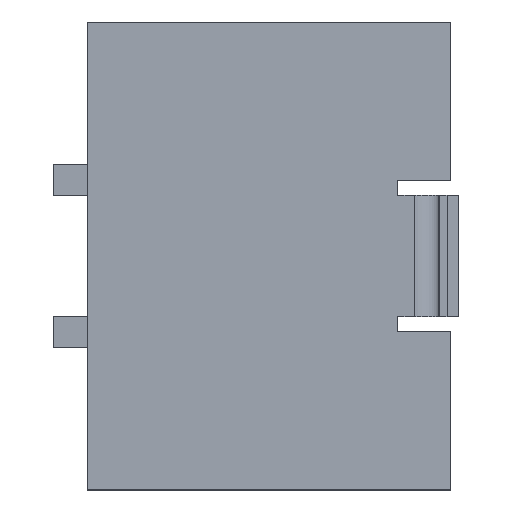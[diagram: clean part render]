
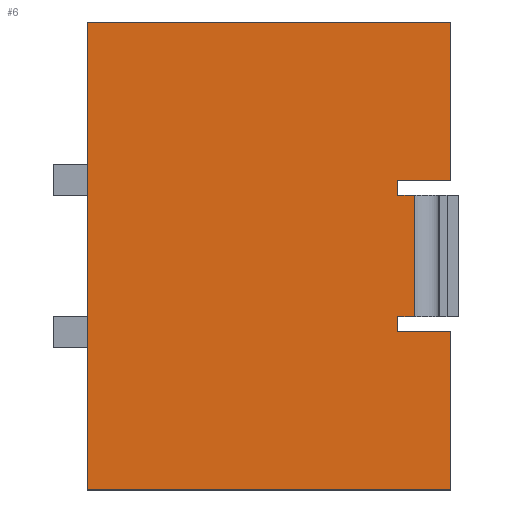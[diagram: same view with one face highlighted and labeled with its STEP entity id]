
A CAD part, top view. The second image highlights one B-rep face of the part: STEP entity #6.
In plain terms, the highlighted planar face has unit normal (0, 0, 1).
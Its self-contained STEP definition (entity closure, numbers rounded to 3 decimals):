
#6 = ADVANCED_FACE ( 'NONE', ( #952 ), #787, .T. ) ;
#21 = CARTESIAN_POINT ( 'NONE',  ( -63., -30.8, 0. ) ) ;
#22 = LINE ( 'NONE', #268, #482 ) ;
#55 = ORIENTED_EDGE ( 'NONE', *, *, #910, .T. ) ;
#82 = EDGE_CURVE ( 'NONE', #817, #100, #888, .T. ) ;
#84 = LINE ( 'NONE', #1123, #847 ) ;
#93 = DIRECTION ( 'NONE',  ( 0., 0., 1. ) ) ;
#100 = VERTEX_POINT ( 'NONE', #1190 ) ;
#114 = VERTEX_POINT ( 'NONE', #521 ) ;
#135 = VERTEX_POINT ( 'NONE', #21 ) ;
#136 = AXIS2_PLACEMENT_3D ( 'NONE', #395, #93, #297 ) ;
#143 = DIRECTION ( 'NONE',  ( 1., 0., 0. ) ) ;
#154 = VERTEX_POINT ( 'NONE', #812 ) ;
#159 = DIRECTION ( 'NONE',  ( -1., 0., 0. ) ) ;
#162 = VECTOR ( 'NONE', #1260, 1000. ) ;
#182 = ORIENTED_EDGE ( 'NONE', *, *, #1147, .T. ) ;
#193 = ORIENTED_EDGE ( 'NONE', *, *, #499, .T. ) ;
#197 = ORIENTED_EDGE ( 'NONE', *, *, #486, .T. ) ;
#206 = LINE ( 'NONE', #545, #1040 ) ;
#208 = CARTESIAN_POINT ( 'NONE',  ( -110.8, -30.8, 0. ) ) ;
#221 = CARTESIAN_POINT ( 'NONE',  ( -67.788, 0., 0. ) ) ;
#224 = VECTOR ( 'NONE', #159, 1000. ) ;
#251 = CARTESIAN_POINT ( 'NONE',  ( 0., -10., 0. ) ) ;
#268 = CARTESIAN_POINT ( 'NONE',  ( 0., 8., 0. ) ) ;
#270 = LINE ( 'NONE', #1080, #162 ) ;
#273 = VERTEX_POINT ( 'NONE', #735 ) ;
#297 = DIRECTION ( 'NONE',  ( 1., 0., 0. ) ) ;
#312 = EDGE_CURVE ( 'NONE', #273, #114, #84, .T. ) ;
#349 = LINE ( 'NONE', #682, #1169 ) ;
#365 = VERTEX_POINT ( 'NONE', #1143 ) ;
#366 = ORIENTED_EDGE ( 'NONE', *, *, #838, .T. ) ;
#374 = EDGE_CURVE ( 'NONE', #154, #1102, #22, .T. ) ;
#390 = LINE ( 'NONE', #611, #634 ) ;
#392 = VECTOR ( 'NONE', #911, 1000. ) ;
#395 = CARTESIAN_POINT ( 'NONE',  ( 0., 0., 0. ) ) ;
#438 = CARTESIAN_POINT ( 'NONE',  ( -70., -10., 0. ) ) ;
#464 = CARTESIAN_POINT ( 'NONE',  ( 0., 30.8, 0. ) ) ;
#469 = DIRECTION ( 'NONE',  ( 0., 1., 0. ) ) ;
#482 = VECTOR ( 'NONE', #853, 1000. ) ;
#486 = EDGE_CURVE ( 'NONE', #532, #135, #270, .T. ) ;
#499 = EDGE_CURVE ( 'NONE', #1204, #817, #349, .T. ) ;
#508 = LINE ( 'NONE', #221, #912 ) ;
#521 = CARTESIAN_POINT ( 'NONE',  ( -63., 10., 0. ) ) ;
#532 = VERTEX_POINT ( 'NONE', #208 ) ;
#534 = ORIENTED_EDGE ( 'NONE', *, *, #82, .T. ) ;
#537 = CARTESIAN_POINT ( 'NONE',  ( -70., 0., 0. ) ) ;
#545 = CARTESIAN_POINT ( 'NONE',  ( -63., 0., 0. ) ) ;
#561 = VECTOR ( 'NONE', #625, 1000. ) ;
#571 = VECTOR ( 'NONE', #1026, 1000. ) ;
#611 = CARTESIAN_POINT ( 'NONE',  ( -110.8, 0., 0. ) ) ;
#623 = ORIENTED_EDGE ( 'NONE', *, *, #312, .T. ) ;
#625 = DIRECTION ( 'NONE',  ( -1., 0., 0. ) ) ;
#633 = EDGE_CURVE ( 'NONE', #1116, #532, #390, .T. ) ;
#634 = VECTOR ( 'NONE', #705, 1000. ) ;
#650 = LINE ( 'NONE', #251, #561 ) ;
#663 = CARTESIAN_POINT ( 'NONE',  ( -63., 30.8, 0. ) ) ;
#682 = CARTESIAN_POINT ( 'NONE',  ( -70., 0., 0. ) ) ;
#705 = DIRECTION ( 'NONE',  ( 0., -1., 0. ) ) ;
#707 = DIRECTION ( 'NONE',  ( 0., 1., 0. ) ) ;
#735 = CARTESIAN_POINT ( 'NONE',  ( -70., 10., 0. ) ) ;
#740 = EDGE_CURVE ( 'NONE', #365, #1204, #650, .T. ) ;
#783 = ORIENTED_EDGE ( 'NONE', *, *, #633, .T. ) ;
#787 = PLANE ( 'NONE',  #136 ) ;
#788 = CARTESIAN_POINT ( 'NONE',  ( -110.8, 30.8, 0. ) ) ;
#806 = LINE ( 'NONE', #537, #571 ) ;
#812 = CARTESIAN_POINT ( 'NONE',  ( -67.788, 8., 0. ) ) ;
#817 = VERTEX_POINT ( 'NONE', #1134 ) ;
#822 = EDGE_CURVE ( 'NONE', #135, #365, #206, .T. ) ;
#832 = VERTEX_POINT ( 'NONE', #663 ) ;
#838 = EDGE_CURVE ( 'NONE', #832, #1116, #1063, .T. ) ;
#847 = VECTOR ( 'NONE', #143, 1000. ) ;
#853 = DIRECTION ( 'NONE',  ( -1., 0., 0. ) ) ;
#858 = CARTESIAN_POINT ( 'NONE',  ( -63., 0., 0. ) ) ;
#866 = ORIENTED_EDGE ( 'NONE', *, *, #1249, .T. ) ;
#888 = LINE ( 'NONE', #1194, #392 ) ;
#903 = CARTESIAN_POINT ( 'NONE',  ( -70., 8., 0. ) ) ;
#910 = EDGE_CURVE ( 'NONE', #114, #832, #1227, .T. ) ;
#911 = DIRECTION ( 'NONE',  ( 1., 0., 0. ) ) ;
#912 = VECTOR ( 'NONE', #707, 1000. ) ;
#937 = ORIENTED_EDGE ( 'NONE', *, *, #740, .T. ) ;
#949 = DIRECTION ( 'NONE',  ( 0., 1., 0. ) ) ;
#952 = FACE_OUTER_BOUND ( 'NONE', #1207, .T. ) ;
#959 = ORIENTED_EDGE ( 'NONE', *, *, #822, .T. ) ;
#997 = DIRECTION ( 'NONE',  ( 0., 1., 0. ) ) ;
#1026 = DIRECTION ( 'NONE',  ( 0., 1., 0. ) ) ;
#1040 = VECTOR ( 'NONE', #469, 1000. ) ;
#1051 = VECTOR ( 'NONE', #949, 1000. ) ;
#1063 = LINE ( 'NONE', #464, #224 ) ;
#1080 = CARTESIAN_POINT ( 'NONE',  ( 0., -30.8, 0. ) ) ;
#1102 = VERTEX_POINT ( 'NONE', #903 ) ;
#1116 = VERTEX_POINT ( 'NONE', #788 ) ;
#1121 = ORIENTED_EDGE ( 'NONE', *, *, #374, .T. ) ;
#1123 = CARTESIAN_POINT ( 'NONE',  ( 0., 10., 0. ) ) ;
#1134 = CARTESIAN_POINT ( 'NONE',  ( -70., -8., 0. ) ) ;
#1143 = CARTESIAN_POINT ( 'NONE',  ( -63., -10., 0. ) ) ;
#1147 = EDGE_CURVE ( 'NONE', #100, #154, #508, .T. ) ;
#1169 = VECTOR ( 'NONE', #997, 1000. ) ;
#1190 = CARTESIAN_POINT ( 'NONE',  ( -67.788, -8., 0. ) ) ;
#1194 = CARTESIAN_POINT ( 'NONE',  ( 0., -8., 0. ) ) ;
#1204 = VERTEX_POINT ( 'NONE', #438 ) ;
#1207 = EDGE_LOOP ( 'NONE', ( #959, #937, #193, #534, #182, #1121, #866, #623, #55, #366, #783, #197 ) ) ;
#1227 = LINE ( 'NONE', #858, #1051 ) ;
#1249 = EDGE_CURVE ( 'NONE', #1102, #273, #806, .T. ) ;
#1260 = DIRECTION ( 'NONE',  ( 1., 0., 0. ) ) ;
